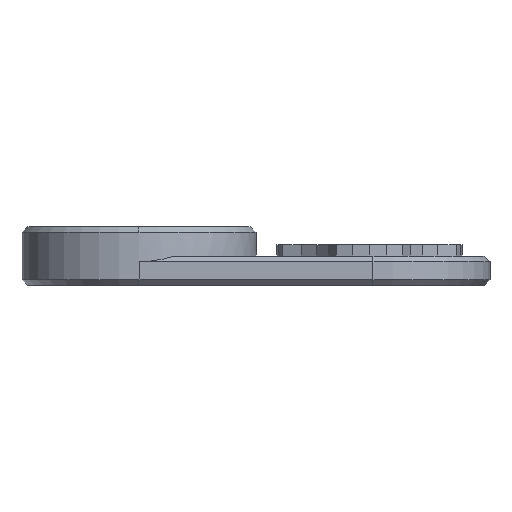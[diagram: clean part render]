
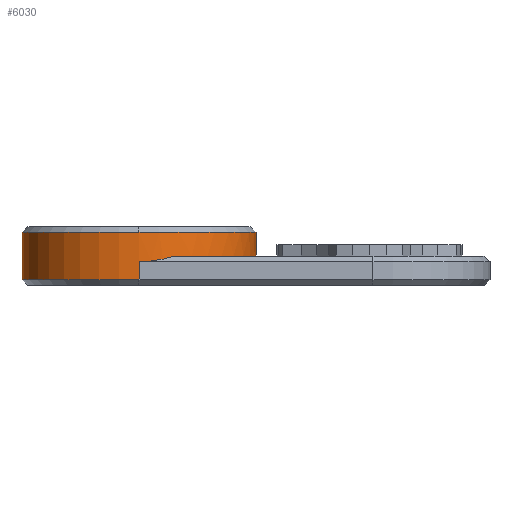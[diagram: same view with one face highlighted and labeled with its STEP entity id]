
A CAD part, left-side view. The second image highlights one B-rep face of the part: STEP entity #6030.
In plain terms, the highlighted cylindrical face has radius 6.25 mm (diameter 12.5 mm), a partial arc.
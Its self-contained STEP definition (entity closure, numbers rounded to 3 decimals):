
#101 = PLANE('',#102);
#102 = AXIS2_PLACEMENT_3D('',#103,#104,#105);
#103 = CARTESIAN_POINT('',(0.,-6.25,3.125));
#104 = DIRECTION('',(0.,-1.,0.));
#105 = DIRECTION('',(1.,0.,0.));
#130 = PLANE('',#131);
#131 = AXIS2_PLACEMENT_3D('',#132,#133,#134);
#132 = CARTESIAN_POINT('',(25.,-10.986,1.563));
#133 = DIRECTION('',(-0.,-0.,-1.));
#134 = DIRECTION('',(0.,-1.,0.));
#249 = PLANE('',#250);
#250 = AXIS2_PLACEMENT_3D('',#251,#252,#253);
#251 = CARTESIAN_POINT('',(0.,6.25,0.));
#252 = DIRECTION('',(0.,1.,0.));
#253 = DIRECTION('',(1.,0.,0.));
#264 = EDGE_CURVE('',#265,#267,#269,.T.);
#265 = VERTEX_POINT('',#266);
#266 = CARTESIAN_POINT('',(0.,6.25,0.3));
#267 = VERTEX_POINT('',#268);
#268 = CARTESIAN_POINT('',(0.,6.25,2.825));
#269 = SURFACE_CURVE('',#270,(#274,#281),.PCURVE_S1.);
#270 = LINE('',#271,#272);
#271 = CARTESIAN_POINT('',(0.,6.25,0.));
#272 = VECTOR('',#273,1.);
#273 = DIRECTION('',(0.,0.,1.));
#274 = PCURVE('',#249,#275);
#275 = DEFINITIONAL_REPRESENTATION('',(#276),#280);
#276 = LINE('',#277,#278);
#277 = CARTESIAN_POINT('',(0.,0.));
#278 = VECTOR('',#279,1.);
#279 = DIRECTION('',(0.,-1.));
#280 = ( GEOMETRIC_REPRESENTATION_CONTEXT(2) 
PARAMETRIC_REPRESENTATION_CONTEXT() REPRESENTATION_CONTEXT('2D SPACE',''
  ) );
#281 = PCURVE('',#282,#287);
#282 = CYLINDRICAL_SURFACE('',#283,6.25);
#283 = AXIS2_PLACEMENT_3D('',#284,#285,#286);
#284 = CARTESIAN_POINT('',(0.,0.,0.));
#285 = DIRECTION('',(-0.,-0.,-1.));
#286 = DIRECTION('',(1.,0.,0.));
#287 = DEFINITIONAL_REPRESENTATION('',(#288),#292);
#288 = LINE('',#289,#290);
#289 = CARTESIAN_POINT('',(4.712,0.));
#290 = VECTOR('',#291,1.);
#291 = DIRECTION('',(-0.,-1.));
#292 = ( GEOMETRIC_REPRESENTATION_CONTEXT(2) 
PARAMETRIC_REPRESENTATION_CONTEXT() REPRESENTATION_CONTEXT('2D SPACE',''
  ) );
#654 = VERTEX_POINT('',#655);
#655 = CARTESIAN_POINT('',(-5.95,-1.913,1.563));
#669 = PLANE('',#670);
#670 = AXIS2_PLACEMENT_3D('',#671,#672,#673);
#671 = CARTESIAN_POINT('',(-6.1,0.,1.413));
#672 = DIRECTION('',(-0.707,0.,0.707));
#673 = DIRECTION('',(0.,-1.,0.));
#681 = EDGE_CURVE('',#654,#682,#684,.T.);
#682 = VERTEX_POINT('',#683);
#683 = CARTESIAN_POINT('',(0.,-6.25,1.563));
#684 = SURFACE_CURVE('',#685,(#690,#701),.PCURVE_S1.);
#685 = CIRCLE('',#686,6.25);
#686 = AXIS2_PLACEMENT_3D('',#687,#688,#689);
#687 = CARTESIAN_POINT('',(0.,0.,1.563));
#688 = DIRECTION('',(0.,0.,1.));
#689 = DIRECTION('',(1.,0.,-0.));
#690 = PCURVE('',#130,#691);
#691 = DEFINITIONAL_REPRESENTATION('',(#692),#700);
#692 = ( BOUNDED_CURVE() B_SPLINE_CURVE(2,(#693,#694,#695,#696,#697,#698
,#699),.UNSPECIFIED.,.T.,.F.) B_SPLINE_CURVE_WITH_KNOTS((1,2,2,2,2,1),(
    -2.094,0.,2.094,4.189,6.283,
8.378),.UNSPECIFIED.) CURVE() GEOMETRIC_REPRESENTATION_ITEM() 
RATIONAL_B_SPLINE_CURVE((1.,0.5,1.,0.5,1.,0.5,1.)) REPRESENTATION_ITEM(
  '') );
#693 = CARTESIAN_POINT('',(-10.986,18.75));
#694 = CARTESIAN_POINT('',(-21.812,18.75));
#695 = CARTESIAN_POINT('',(-16.399,28.125));
#696 = CARTESIAN_POINT('',(-10.986,37.5));
#697 = CARTESIAN_POINT('',(-5.574,28.125));
#698 = CARTESIAN_POINT('',(-0.161,18.75));
#699 = CARTESIAN_POINT('',(-10.986,18.75));
#700 = ( GEOMETRIC_REPRESENTATION_CONTEXT(2) 
PARAMETRIC_REPRESENTATION_CONTEXT() REPRESENTATION_CONTEXT('2D SPACE',''
  ) );
#701 = PCURVE('',#282,#702);
#702 = DEFINITIONAL_REPRESENTATION('',(#703),#707);
#703 = LINE('',#704,#705);
#704 = CARTESIAN_POINT('',(6.283,-1.563));
#705 = VECTOR('',#706,1.);
#706 = DIRECTION('',(-1.,0.));
#707 = ( GEOMETRIC_REPRESENTATION_CONTEXT(2) 
PARAMETRIC_REPRESENTATION_CONTEXT() REPRESENTATION_CONTEXT('2D SPACE',''
  ) );
#5853 = EDGE_CURVE('',#5854,#682,#5856,.T.);
#5854 = VERTEX_POINT('',#5855);
#5855 = CARTESIAN_POINT('',(0.,-6.25,2.825));
#5856 = SURFACE_CURVE('',#5857,(#5861,#5868),.PCURVE_S1.);
#5857 = LINE('',#5858,#5859);
#5858 = CARTESIAN_POINT('',(0.,-6.25,3.125));
#5859 = VECTOR('',#5860,1.);
#5860 = DIRECTION('',(-0.,-0.,-1.));
#5861 = PCURVE('',#101,#5862);
#5862 = DEFINITIONAL_REPRESENTATION('',(#5863),#5867);
#5863 = LINE('',#5864,#5865);
#5864 = CARTESIAN_POINT('',(0.,0.));
#5865 = VECTOR('',#5866,1.);
#5866 = DIRECTION('',(0.,-1.));
#5867 = ( GEOMETRIC_REPRESENTATION_CONTEXT(2) 
PARAMETRIC_REPRESENTATION_CONTEXT() REPRESENTATION_CONTEXT('2D SPACE',''
  ) );
#5868 = PCURVE('',#282,#5869);
#5869 = DEFINITIONAL_REPRESENTATION('',(#5870),#5874);
#5870 = LINE('',#5871,#5872);
#5871 = CARTESIAN_POINT('',(1.571,-3.125));
#5872 = VECTOR('',#5873,1.);
#5873 = DIRECTION('',(-0.,1.));
#5874 = ( GEOMETRIC_REPRESENTATION_CONTEXT(2) 
PARAMETRIC_REPRESENTATION_CONTEXT() REPRESENTATION_CONTEXT('2D SPACE',''
  ) );
#6030 = ADVANCED_FACE('',(#6031),#282,.T.);
#6031 = FACE_BOUND('',#6032,.T.);
#6032 = EDGE_LOOP('',(#6033,#6034,#6063,#6090,#6091,#6120,#6148,#6173));
#6033 = ORIENTED_EDGE('',*,*,#5853,.F.);
#6034 = ORIENTED_EDGE('',*,*,#6035,.F.);
#6035 = EDGE_CURVE('',#6036,#5854,#6038,.T.);
#6036 = VERTEX_POINT('',#6037);
#6037 = CARTESIAN_POINT('',(-6.25,0.,2.825));
#6038 = SURFACE_CURVE('',#6039,(#6044,#6051),.PCURVE_S1.);
#6039 = CIRCLE('',#6040,6.25);
#6040 = AXIS2_PLACEMENT_3D('',#6041,#6042,#6043);
#6041 = CARTESIAN_POINT('',(0.,0.,2.825));
#6042 = DIRECTION('',(0.,0.,1.));
#6043 = DIRECTION('',(-1.,0.,0.));
#6044 = PCURVE('',#282,#6045);
#6045 = DEFINITIONAL_REPRESENTATION('',(#6046),#6050);
#6046 = LINE('',#6047,#6048);
#6047 = CARTESIAN_POINT('',(3.142,-2.825));
#6048 = VECTOR('',#6049,1.);
#6049 = DIRECTION('',(-1.,0.));
#6050 = ( GEOMETRIC_REPRESENTATION_CONTEXT(2) 
PARAMETRIC_REPRESENTATION_CONTEXT() REPRESENTATION_CONTEXT('2D SPACE',''
  ) );
#6051 = PCURVE('',#6052,#6057);
#6052 = CONICAL_SURFACE('',#6053,6.25,0.785);
#6053 = AXIS2_PLACEMENT_3D('',#6054,#6055,#6056);
#6054 = CARTESIAN_POINT('',(0.,0.,2.825));
#6055 = DIRECTION('',(-0.,-0.,-1.));
#6056 = DIRECTION('',(-1.,0.,0.));
#6057 = DEFINITIONAL_REPRESENTATION('',(#6058),#6062);
#6058 = LINE('',#6059,#6060);
#6059 = CARTESIAN_POINT('',(6.283,0.));
#6060 = VECTOR('',#6061,1.);
#6061 = DIRECTION('',(-1.,-0.));
#6062 = ( GEOMETRIC_REPRESENTATION_CONTEXT(2) 
PARAMETRIC_REPRESENTATION_CONTEXT() REPRESENTATION_CONTEXT('2D SPACE',''
  ) );
#6063 = ORIENTED_EDGE('',*,*,#6064,.F.);
#6064 = EDGE_CURVE('',#267,#6036,#6065,.T.);
#6065 = SURFACE_CURVE('',#6066,(#6071,#6078),.PCURVE_S1.);
#6066 = CIRCLE('',#6067,6.25);
#6067 = AXIS2_PLACEMENT_3D('',#6068,#6069,#6070);
#6068 = CARTESIAN_POINT('',(0.,0.,2.825));
#6069 = DIRECTION('',(0.,0.,1.));
#6070 = DIRECTION('',(0.,1.,0.));
#6071 = PCURVE('',#282,#6072);
#6072 = DEFINITIONAL_REPRESENTATION('',(#6073),#6077);
#6073 = LINE('',#6074,#6075);
#6074 = CARTESIAN_POINT('',(4.712,-2.825));
#6075 = VECTOR('',#6076,1.);
#6076 = DIRECTION('',(-1.,0.));
#6077 = ( GEOMETRIC_REPRESENTATION_CONTEXT(2) 
PARAMETRIC_REPRESENTATION_CONTEXT() REPRESENTATION_CONTEXT('2D SPACE',''
  ) );
#6078 = PCURVE('',#6079,#6084);
#6079 = CONICAL_SURFACE('',#6080,6.25,0.785);
#6080 = AXIS2_PLACEMENT_3D('',#6081,#6082,#6083);
#6081 = CARTESIAN_POINT('',(0.,0.,2.825));
#6082 = DIRECTION('',(-0.,-0.,-1.));
#6083 = DIRECTION('',(0.,1.,0.));
#6084 = DEFINITIONAL_REPRESENTATION('',(#6085),#6089);
#6085 = LINE('',#6086,#6087);
#6086 = CARTESIAN_POINT('',(6.283,0.));
#6087 = VECTOR('',#6088,1.);
#6088 = DIRECTION('',(-1.,-0.));
#6089 = ( GEOMETRIC_REPRESENTATION_CONTEXT(2) 
PARAMETRIC_REPRESENTATION_CONTEXT() REPRESENTATION_CONTEXT('2D SPACE',''
  ) );
#6090 = ORIENTED_EDGE('',*,*,#264,.F.);
#6091 = ORIENTED_EDGE('',*,*,#6092,.T.);
#6092 = EDGE_CURVE('',#265,#6093,#6095,.T.);
#6093 = VERTEX_POINT('',#6094);
#6094 = CARTESIAN_POINT('',(-6.25,0.,0.3));
#6095 = SURFACE_CURVE('',#6096,(#6101,#6108),.PCURVE_S1.);
#6096 = CIRCLE('',#6097,6.25);
#6097 = AXIS2_PLACEMENT_3D('',#6098,#6099,#6100);
#6098 = CARTESIAN_POINT('',(0.,0.,0.3));
#6099 = DIRECTION('',(0.,0.,1.));
#6100 = DIRECTION('',(0.,1.,0.));
#6101 = PCURVE('',#282,#6102);
#6102 = DEFINITIONAL_REPRESENTATION('',(#6103),#6107);
#6103 = LINE('',#6104,#6105);
#6104 = CARTESIAN_POINT('',(4.712,-0.3));
#6105 = VECTOR('',#6106,1.);
#6106 = DIRECTION('',(-1.,0.));
#6107 = ( GEOMETRIC_REPRESENTATION_CONTEXT(2) 
PARAMETRIC_REPRESENTATION_CONTEXT() REPRESENTATION_CONTEXT('2D SPACE',''
  ) );
#6108 = PCURVE('',#6109,#6114);
#6109 = CONICAL_SURFACE('',#6110,6.25,0.785);
#6110 = AXIS2_PLACEMENT_3D('',#6111,#6112,#6113);
#6111 = CARTESIAN_POINT('',(0.,0.,0.3));
#6112 = DIRECTION('',(0.,0.,1.));
#6113 = DIRECTION('',(0.,1.,0.));
#6114 = DEFINITIONAL_REPRESENTATION('',(#6115),#6119);
#6115 = LINE('',#6116,#6117);
#6116 = CARTESIAN_POINT('',(0.,0.));
#6117 = VECTOR('',#6118,1.);
#6118 = DIRECTION('',(1.,0.));
#6119 = ( GEOMETRIC_REPRESENTATION_CONTEXT(2) 
PARAMETRIC_REPRESENTATION_CONTEXT() REPRESENTATION_CONTEXT('2D SPACE',''
  ) );
#6120 = ORIENTED_EDGE('',*,*,#6121,.T.);
#6121 = EDGE_CURVE('',#6093,#6122,#6124,.T.);
#6122 = VERTEX_POINT('',#6123);
#6123 = CARTESIAN_POINT('',(-6.25,0.,1.263));
#6124 = SURFACE_CURVE('',#6125,(#6129,#6136),.PCURVE_S1.);
#6125 = LINE('',#6126,#6127);
#6126 = CARTESIAN_POINT('',(-6.25,0.,0.));
#6127 = VECTOR('',#6128,1.);
#6128 = DIRECTION('',(0.,0.,1.));
#6129 = PCURVE('',#282,#6130);
#6130 = DEFINITIONAL_REPRESENTATION('',(#6131),#6135);
#6131 = LINE('',#6132,#6133);
#6132 = CARTESIAN_POINT('',(3.142,0.));
#6133 = VECTOR('',#6134,1.);
#6134 = DIRECTION('',(-0.,-1.));
#6135 = ( GEOMETRIC_REPRESENTATION_CONTEXT(2) 
PARAMETRIC_REPRESENTATION_CONTEXT() REPRESENTATION_CONTEXT('2D SPACE',''
  ) );
#6136 = PCURVE('',#6137,#6142);
#6137 = PLANE('',#6138);
#6138 = AXIS2_PLACEMENT_3D('',#6139,#6140,#6141);
#6139 = CARTESIAN_POINT('',(-6.25,0.,0.));
#6140 = DIRECTION('',(1.,0.,0.));
#6141 = DIRECTION('',(0.,-1.,0.));
#6142 = DEFINITIONAL_REPRESENTATION('',(#6143),#6147);
#6143 = LINE('',#6144,#6145);
#6144 = CARTESIAN_POINT('',(0.,0.));
#6145 = VECTOR('',#6146,1.);
#6146 = DIRECTION('',(0.,-1.));
#6147 = ( GEOMETRIC_REPRESENTATION_CONTEXT(2) 
PARAMETRIC_REPRESENTATION_CONTEXT() REPRESENTATION_CONTEXT('2D SPACE',''
  ) );
#6148 = ORIENTED_EDGE('',*,*,#6149,.T.);
#6149 = EDGE_CURVE('',#6122,#654,#6150,.T.);
#6150 = SURFACE_CURVE('',#6151,(#6156,#6166),.PCURVE_S1.);
#6151 = ELLIPSE('',#6152,8.839,6.25);
#6152 = AXIS2_PLACEMENT_3D('',#6153,#6154,#6155);
#6153 = CARTESIAN_POINT('',(0.,0.,7.513));
#6154 = DIRECTION('',(-0.707,0.,0.707));
#6155 = DIRECTION('',(-0.707,0.,-0.707));
#6156 = PCURVE('',#282,#6157);
#6157 = DEFINITIONAL_REPRESENTATION('',(#6158),#6165);
#6158 = B_SPLINE_CURVE_WITH_KNOTS('',5,(#6159,#6160,#6161,#6162,#6163,
    #6164),.UNSPECIFIED.,.F.,.F.,(6,6),(0.,0.311),
  .PIECEWISE_BEZIER_KNOTS.);
#6159 = CARTESIAN_POINT('',(3.142,-1.263));
#6160 = CARTESIAN_POINT('',(3.079,-1.263));
#6161 = CARTESIAN_POINT('',(3.017,-1.293));
#6162 = CARTESIAN_POINT('',(2.955,-1.353));
#6163 = CARTESIAN_POINT('',(2.893,-1.443));
#6164 = CARTESIAN_POINT('',(2.831,-1.563));
#6165 = ( GEOMETRIC_REPRESENTATION_CONTEXT(2) 
PARAMETRIC_REPRESENTATION_CONTEXT() REPRESENTATION_CONTEXT('2D SPACE',''
  ) );
#6166 = PCURVE('',#669,#6167);
#6167 = DEFINITIONAL_REPRESENTATION('',(#6168),#6172);
#6168 = ELLIPSE('',#6169,8.839,6.25);
#6169 = AXIS2_PLACEMENT_2D('',#6170,#6171);
#6170 = CARTESIAN_POINT('',(0.,8.627));
#6171 = DIRECTION('',(-0.,-1.));
#6172 = ( GEOMETRIC_REPRESENTATION_CONTEXT(2) 
PARAMETRIC_REPRESENTATION_CONTEXT() REPRESENTATION_CONTEXT('2D SPACE',''
  ) );
#6173 = ORIENTED_EDGE('',*,*,#681,.T.);
